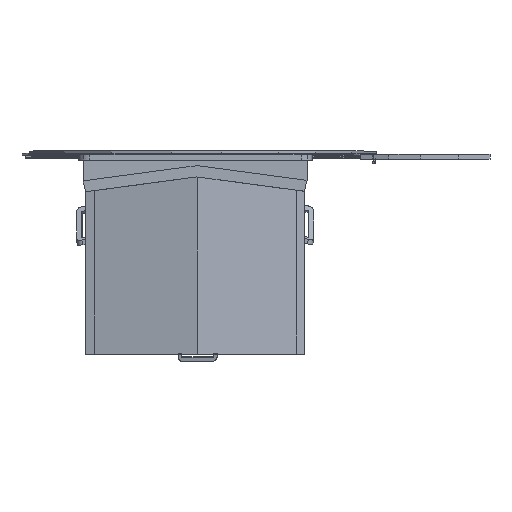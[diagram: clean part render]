
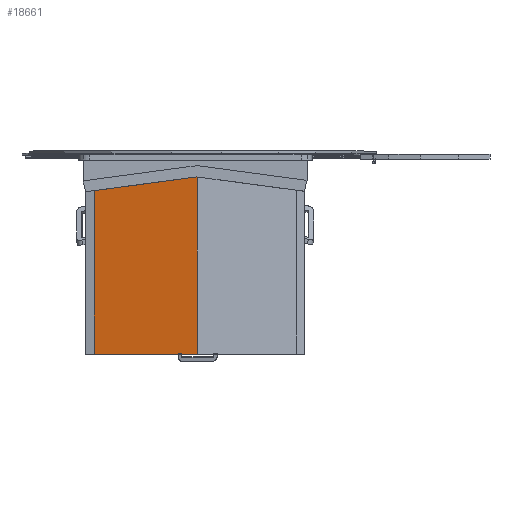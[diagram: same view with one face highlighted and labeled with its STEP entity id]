
A CAD part, top view. The second image highlights one B-rep face of the part: STEP entity #18661.
In plain terms, the highlighted planar face has unit normal (-0.175, 0, 0.985).
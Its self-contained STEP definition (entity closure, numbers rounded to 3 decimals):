
#18582=CARTESIAN_POINT('',(1599.765,-197.078,160.01));
#18583=VERTEX_POINT('',#18582);
#18590=CARTESIAN_POINT('',(1599.765,-378.192,160.01));
#18591=VERTEX_POINT('',#18590);
#18592=CARTESIAN_POINT('',(1599.765,-197.078,160.01));
#18593=DIRECTION('',(-0.,-1.,-0.));
#18594=VECTOR('',#18593,181.114);
#18595=LINE('',#18592,#18594);
#18596=EDGE_CURVE('',#18583,#18591,#18595,.T.);
#18615=CARTESIAN_POINT('',(1596.499,-173.992,159.429));
#18616=DIRECTION('',(-0.175,-0.,0.985));
#18617=DIRECTION('',(0.985,0.,0.175));
#18618=AXIS2_PLACEMENT_3D('',#18615,#18616,#18617);
#18619=PLANE('',#18618);
#18620=CARTESIAN_POINT('',(1494.186,-211.077,141.218));
#18621=VERTEX_POINT('',#18620);
#18622=CARTESIAN_POINT('',(1527.923,-206.565,147.223));
#18623=VERTEX_POINT('',#18622);
#18624=CARTESIAN_POINT('',(1494.186,-211.077,141.218));
#18625=DIRECTION('',(0.976,0.131,0.174));
#18626=VECTOR('',#18625,34.564);
#18627=LINE('',#18624,#18626);
#18628=EDGE_CURVE('',#18621,#18623,#18627,.T.);
#18629=ORIENTED_EDGE('',*,*,#18628,.F.);
#18630=CARTESIAN_POINT('',(1494.186,-378.192,141.218));
#18631=VERTEX_POINT('',#18630);
#18632=CARTESIAN_POINT('',(1494.186,-211.077,141.218));
#18633=DIRECTION('',(0.,-1.,0.));
#18634=VECTOR('',#18633,167.115);
#18635=LINE('',#18632,#18634);
#18636=EDGE_CURVE('',#18621,#18631,#18635,.T.);
#18637=ORIENTED_EDGE('',*,*,#18636,.T.);
#18638=CARTESIAN_POINT('',(1599.765,-378.192,160.01));
#18639=DIRECTION('',(-0.985,0.,-0.175));
#18640=VECTOR('',#18639,107.239);
#18641=LINE('',#18638,#18640);
#18642=EDGE_CURVE('',#18591,#18631,#18641,.T.);
#18643=ORIENTED_EDGE('',*,*,#18642,.F.);
#18644=ORIENTED_EDGE('',*,*,#18596,.F.);
#18645=CARTESIAN_POINT('',(1599.317,-197.018,159.931));
#18646=VERTEX_POINT('',#18645);
#18647=CARTESIAN_POINT('',(1599.765,-197.078,160.01));
#18648=DIRECTION('',(-0.976,0.131,-0.174));
#18649=VECTOR('',#18648,0.459);
#18650=LINE('',#18647,#18649);
#18651=EDGE_CURVE('',#18583,#18646,#18650,.T.);
#18652=ORIENTED_EDGE('',*,*,#18651,.T.);
#18653=CARTESIAN_POINT('',(1599.317,-197.018,159.931));
#18654=DIRECTION('',(-0.976,-0.131,-0.174));
#18655=VECTOR('',#18654,73.142);
#18656=LINE('',#18653,#18655);
#18657=EDGE_CURVE('',#18646,#18623,#18656,.T.);
#18658=ORIENTED_EDGE('',*,*,#18657,.T.);
#18659=EDGE_LOOP('',(#18629,#18637,#18643,#18644,#18652,#18658));
#18660=FACE_BOUND('',#18659,.T.);
#18661=ADVANCED_FACE('',(#18660),#18619,.T.);
